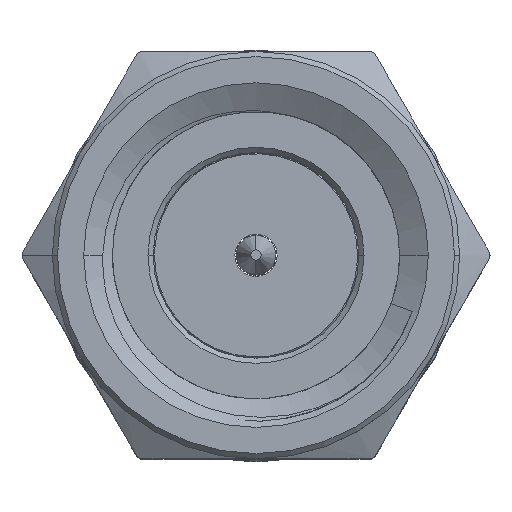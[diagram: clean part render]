
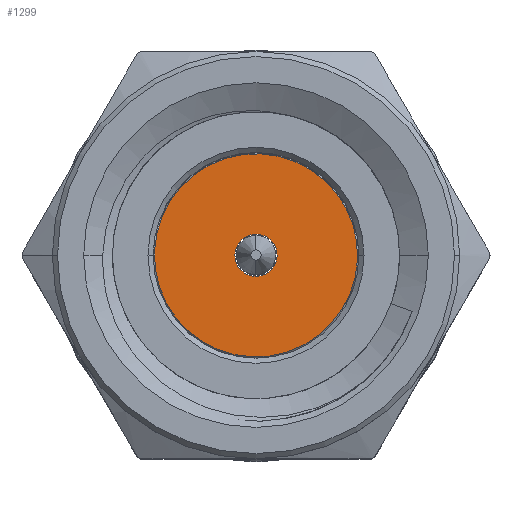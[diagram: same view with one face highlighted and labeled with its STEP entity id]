
A CAD part, top view. The second image highlights one B-rep face of the part: STEP entity #1299.
In plain terms, the highlighted planar face has unit normal (0, 0, 1).
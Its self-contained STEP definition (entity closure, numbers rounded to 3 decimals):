
#61 = EDGE_CURVE ( 'NONE', #3472, #625, #634, .T. ) ;
#95 = DIRECTION ( 'NONE',  ( 0., 0., 1. ) ) ;
#133 = CARTESIAN_POINT ( 'NONE',  ( -0.379, 0.157, -0.1 ) ) ;
#153 = VERTEX_POINT ( 'NONE', #1450 ) ;
#163 = EDGE_CURVE ( 'NONE', #437, #153, #354, .T. ) ;
#181 = CARTESIAN_POINT ( 'NONE',  ( 0., 0., -0.1 ) ) ;
#310 = FACE_OUTER_BOUND ( 'NONE', #3368, .T. ) ;
#325 = DIRECTION ( 'NONE',  ( 0.924, -0.383, 0. ) ) ;
#354 = CIRCLE ( 'NONE', #2171, 1.975 ) ;
#437 = VERTEX_POINT ( 'NONE', #2526 ) ;
#625 = VERTEX_POINT ( 'NONE', #3275 ) ;
#634 = CIRCLE ( 'NONE', #2841, 0.41 ) ;
#656 = DIRECTION ( 'NONE',  ( 0., 0., -1. ) ) ;
#700 = DIRECTION ( 'NONE',  ( -0.924, 0.383, 0. ) ) ;
#796 = ORIENTED_EDGE ( 'NONE', *, *, #2138, .F. ) ;
#1136 = CARTESIAN_POINT ( 'NONE',  ( 0., 0., -0.1 ) ) ;
#1160 = DIRECTION ( 'NONE',  ( -0.924, 0.383, 0. ) ) ;
#1299 = ADVANCED_FACE ( 'NONE', ( #2245, #310 ), #3064, .T. ) ;
#1450 = CARTESIAN_POINT ( 'NONE',  ( 1.824, -0.757, -0.1 ) ) ;
#1478 = ORIENTED_EDGE ( 'NONE', *, *, #61, .T. ) ;
#1548 = DIRECTION ( 'NONE',  ( -0.924, 0.383, 0. ) ) ;
#1575 = EDGE_CURVE ( 'NONE', #625, #3472, #2792, .T. ) ;
#1691 = CARTESIAN_POINT ( 'NONE',  ( 0., 0., -0.1 ) ) ;
#1760 = DIRECTION ( 'NONE',  ( 0., 0., -1. ) ) ;
#1797 = ORIENTED_EDGE ( 'NONE', *, *, #163, .F. ) ;
#1992 = CARTESIAN_POINT ( 'NONE',  ( 0., 0., -0.1 ) ) ;
#2138 = EDGE_CURVE ( 'NONE', #153, #437, #2227, .T. ) ;
#2171 = AXIS2_PLACEMENT_3D ( 'NONE', #1992, #656, #2815 ) ;
#2227 = CIRCLE ( 'NONE', #2568, 1.975 ) ;
#2245 = FACE_BOUND ( 'NONE', #3484, .T. ) ;
#2418 = ORIENTED_EDGE ( 'NONE', *, *, #1575, .T. ) ;
#2526 = CARTESIAN_POINT ( 'NONE',  ( -1.824, 0.757, -0.1 ) ) ;
#2557 = CARTESIAN_POINT ( 'NONE',  ( 0., 0., -0.1 ) ) ;
#2568 = AXIS2_PLACEMENT_3D ( 'NONE', #181, #3129, #1548 ) ;
#2792 = CIRCLE ( 'NONE', #3250, 0.41 ) ;
#2815 = DIRECTION ( 'NONE',  ( -0.924, 0.383, 0. ) ) ;
#2841 = AXIS2_PLACEMENT_3D ( 'NONE', #1691, #1760, #1160 ) ;
#2968 = AXIS2_PLACEMENT_3D ( 'NONE', #1136, #95, #325 ) ;
#3064 = PLANE ( 'NONE',  #2968 ) ;
#3128 = DIRECTION ( 'NONE',  ( 0., 0., -1. ) ) ;
#3129 = DIRECTION ( 'NONE',  ( 0., 0., -1. ) ) ;
#3250 = AXIS2_PLACEMENT_3D ( 'NONE', #2557, #3128, #700 ) ;
#3275 = CARTESIAN_POINT ( 'NONE',  ( 0.379, -0.157, -0.1 ) ) ;
#3368 = EDGE_LOOP ( 'NONE', ( #1797, #796 ) ) ;
#3472 = VERTEX_POINT ( 'NONE', #133 ) ;
#3484 = EDGE_LOOP ( 'NONE', ( #1478, #2418 ) ) ;
